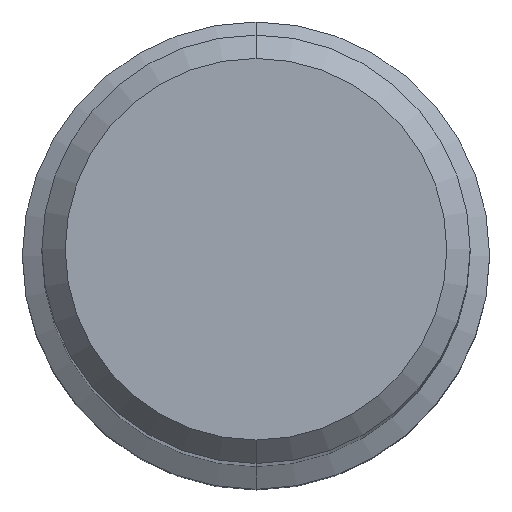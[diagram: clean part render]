
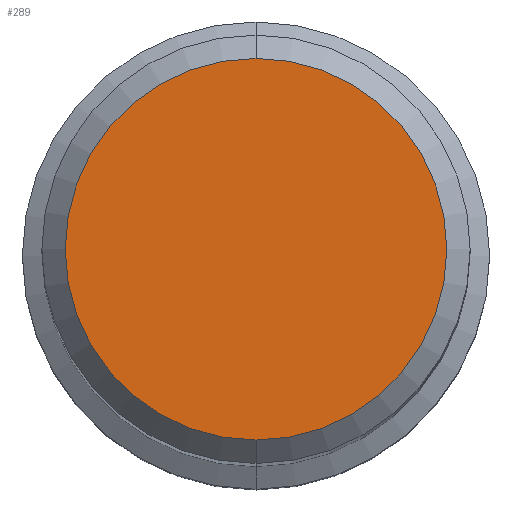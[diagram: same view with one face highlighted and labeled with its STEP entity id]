
A CAD part, top view. The second image highlights one B-rep face of the part: STEP entity #289.
In plain terms, the highlighted planar face has unit normal (0, 0, 1).
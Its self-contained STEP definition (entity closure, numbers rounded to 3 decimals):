
#289=ADVANCED_FACE('',(#686),#687,.T.);
#327=VERTEX_POINT('',#730);
#381=EDGE_CURVE('',#327,#481,#788,.T.);
#481=VERTEX_POINT('',#898);
#509=EDGE_CURVE('',#481,#327,#933,.T.);
#686=FACE_OUTER_BOUND('',#1179,.T.);
#687=PLANE('',#1180);
#730=CARTESIAN_POINT('',(0.,-4.9,0.0));
#788=CIRCLE('',#1360,4.9);
#898=CARTESIAN_POINT('',(0.0,4.9,0.0));
#933=CIRCLE('',#1639,4.9);
#1179=EDGE_LOOP('',(#1936,#1937));
#1180=AXIS2_PLACEMENT_3D('',#1938,#1939,#1940);
#1360=AXIS2_PLACEMENT_3D('',#2054,#2055,#2056);
#1639=AXIS2_PLACEMENT_3D('',#2223,#2224,#2225);
#1936=ORIENTED_EDGE('',*,*,#509,.F.);
#1937=ORIENTED_EDGE('',*,*,#381,.F.);
#1938=CARTESIAN_POINT('',(0.0,2.45,0.0));
#1939=DIRECTION('',(-0.0,0.0,1.0));
#1940=DIRECTION('',(0.0,-1.0,0.0));
#2054=CARTESIAN_POINT('',(0.0,0.0,0.0));
#2055=DIRECTION('',(0.0,0.0,-1.0));
#2056=DIRECTION('',(0.0,1.0,0.0));
#2223=CARTESIAN_POINT('',(0.0,0.0,0.0));
#2224=DIRECTION('',(0.0,0.0,-1.0));
#2225=DIRECTION('',(0.0,1.0,0.0));
